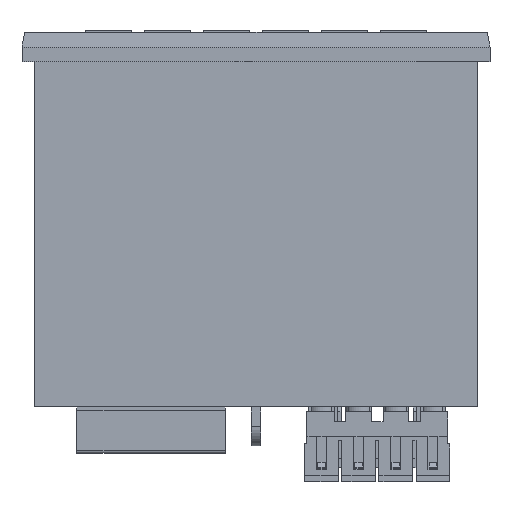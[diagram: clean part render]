
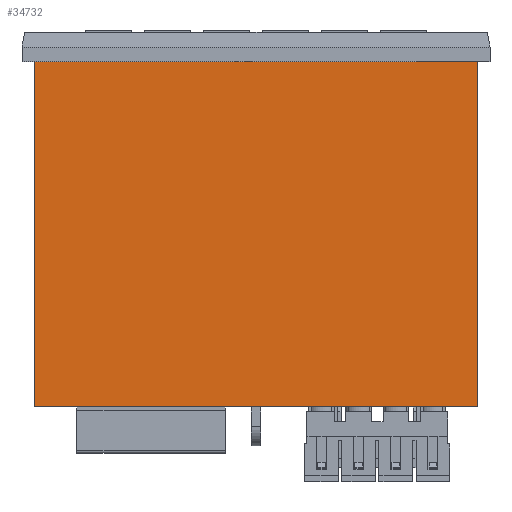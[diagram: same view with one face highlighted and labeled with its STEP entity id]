
A CAD part, front view. The second image highlights one B-rep face of the part: STEP entity #34732.
In plain terms, the highlighted planar face has unit normal (0, -1, 0).
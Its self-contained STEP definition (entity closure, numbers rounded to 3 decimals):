
#2522=FACE_OUTER_BOUND('',#4447,.T.);
#4447=EDGE_LOOP('',(#23412,#23413,#23414,#23415));
#6510=LINE('',#48335,#10785);
#6581=LINE('',#48481,#10856);
#6641=LINE('',#48601,#10916);
#6645=LINE('',#48608,#10920);
#10785=VECTOR('',#39304,1000.);
#10856=VECTOR('',#39383,1000.);
#10916=VECTOR('',#39493,1000.);
#10920=VECTOR('',#39499,1000.);
#15059=VERTEX_POINT('',#48332);
#15060=VERTEX_POINT('',#48334);
#15130=VERTEX_POINT('',#48478);
#15131=VERTEX_POINT('',#48480);
#18288=EDGE_CURVE('',#15060,#15059,#6510,.T.);
#18359=EDGE_CURVE('',#15131,#15130,#6581,.T.);
#18419=EDGE_CURVE('',#15059,#15131,#6641,.T.);
#18423=EDGE_CURVE('',#15060,#15130,#6645,.T.);
#23412=ORIENTED_EDGE('',*,*,#18359,.T.);
#23413=ORIENTED_EDGE('',*,*,#18423,.F.);
#23414=ORIENTED_EDGE('',*,*,#18288,.T.);
#23415=ORIENTED_EDGE('',*,*,#18419,.T.);
#33077=PLANE('',#36939);
#34732=ADVANCED_FACE('',(#2522),#33077,.F.);
#36939=AXIS2_PLACEMENT_3D('',#48607,#39497,#39498);
#39304=DIRECTION('',(1.,0.,0.));
#39383=DIRECTION('',(-1.,0.,0.));
#39493=DIRECTION('',(0.,0.,1.));
#39497=DIRECTION('center_axis',(0.,1.,0.));
#39498=DIRECTION('ref_axis',(0.,0.,
1.));
#39499=DIRECTION('',(0.,0.,1.));
#48332=CARTESIAN_POINT('',(45.5,-45.5,-70.8));
#48334=CARTESIAN_POINT('',(-45.5,-45.5,-70.8));
#48335=CARTESIAN_POINT('',(-111.295,-45.5,-70.8));
#48478=CARTESIAN_POINT('',(-45.5,-45.5,0.));
#48480=CARTESIAN_POINT('',(45.5,-45.5,0.));
#48481=CARTESIAN_POINT('',(45.5,-45.5,0.));
#48601=CARTESIAN_POINT('',(45.5,-45.5,-25.8));
#48607=CARTESIAN_POINT('Origin',(45.5,-45.5,-25.8));
#48608=CARTESIAN_POINT('',(-45.5,-45.5,-25.8));
